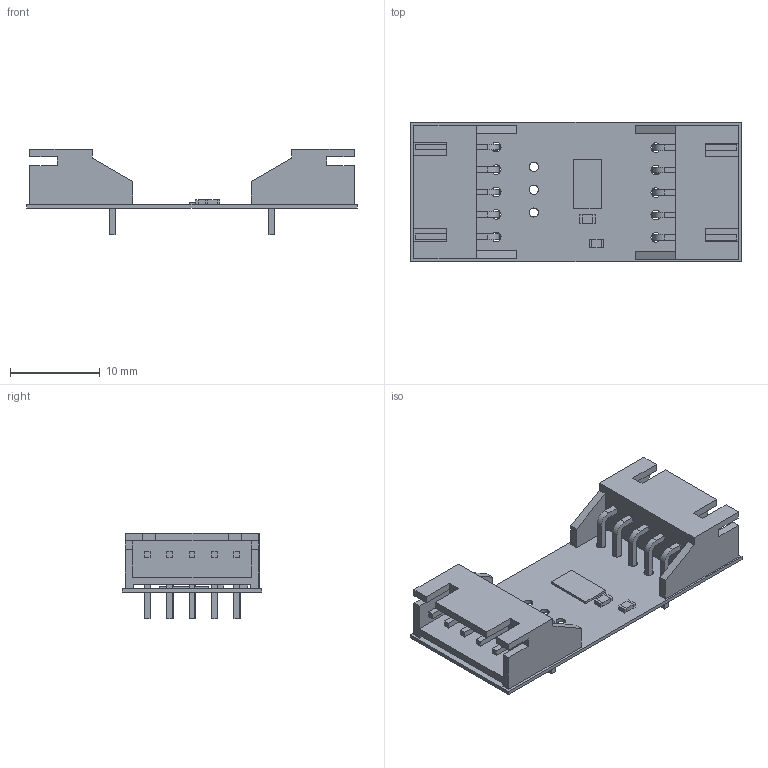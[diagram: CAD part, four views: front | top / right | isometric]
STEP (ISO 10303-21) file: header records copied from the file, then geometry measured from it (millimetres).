
FILE_DESCRIPTION(('Open CASCADE Model'),'2;1');
FILE_NAME('Open CASCADE Shape Model','2022-07-10T12:41:34',('Author'),( 'Open CASCADE'),'Open CASCADE STEP processor 6.8','Open CASCADE 6.8' ,'Unknown');
FILE_SCHEMA(('AUTOMOTIVE_DESIGN { 1 0 10303 214 1 1 1 1 }'));
Length unit declared in the file: millimetre
Products named in the file (19): PCB; Board; Open CASCADE STEP translator 6.8 4.1.1; R1; 1210473976; Extruded; 1210473656; C1; 1509960560; 1509962400; J2; S5B-XH-A; J3; U1; 1509959200
Assembly tree (21 placements, depth 4):
  PCB
    Board
      Open CASCADE STEP translator 6.8 4.1.1
    R1
      1210473976
        Extruded
      1210473656  x2
        Extruded
    C1
      1509960560  x2
        Extruded
      1509962400
        Extruded
    J2
      S5B-XH-A
    J3
      S5B-XH-A
    U1
      1509959200
        Extruded
Bounding box: 36.83 x 15.49 x 9.55 mm (x, y, z)
Volume: 1026.4 mm3; surface area: 2992.9 mm2
Topology: 10 solids, 10 shells, 266 faces, 678 edges, 452 vertices
Faces by surface type: plane 233, cylinder 33
Full cylindrical faces by diameter (mm): 1.016 x3, 1.066 x10
Entity records: 5475 total; most frequent: CARTESIAN_POINT 814, DIRECTION 778, ORIENTED_EDGE 768, EDGE_CURVE 384, LINE 338, VECTOR 338, VERTEX_POINT 256, AXIS2_PLACEMENT_3D 220
